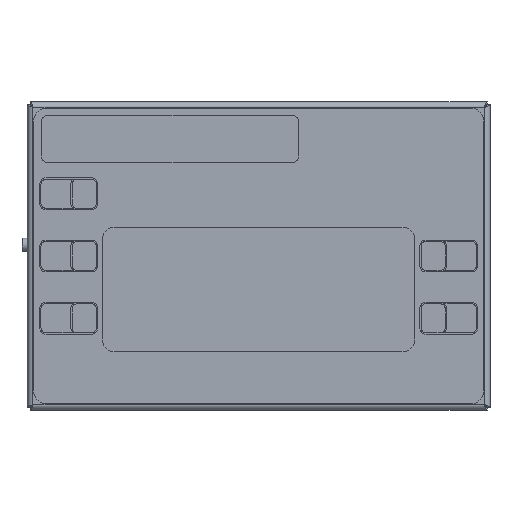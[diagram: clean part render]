
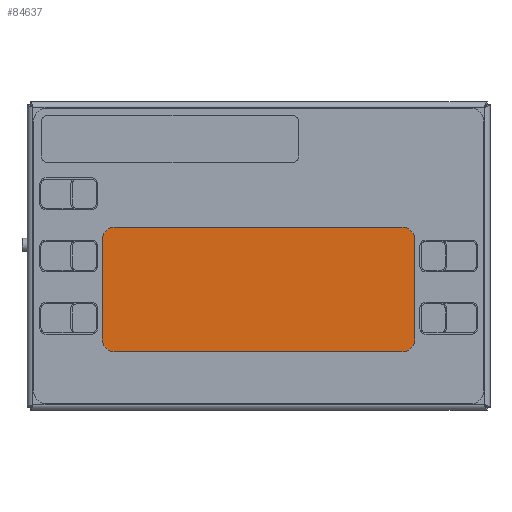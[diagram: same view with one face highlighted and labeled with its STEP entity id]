
A CAD part, top view. The second image highlights one B-rep face of the part: STEP entity #84637.
In plain terms, the highlighted planar face has unit normal (0, 0, 1).
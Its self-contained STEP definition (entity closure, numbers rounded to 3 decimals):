
#4513=FACE_OUTER_BOUND('',#9016,.T.);
#9016=EDGE_LOOP('',(#58320,#58321,#58322,#58323,#58324,#58325,#58326,#58327));
#13120=CIRCLE('',#89661,5.);
#13122=CIRCLE('',#89665,5.);
#13124=CIRCLE('',#89669,5.);
#13126=CIRCLE('',#89673,5.);
#16858=LINE('',#124905,#25638);
#16862=LINE('',#124917,#25642);
#16866=LINE('',#124929,#25646);
#16870=LINE('',#124939,#25650);
#25638=VECTOR('',#100172,10.);
#25642=VECTOR('',#100184,10.);
#25646=VECTOR('',#100196,10.);
#25650=VECTOR('',#100208,10.);
#33996=VERTEX_POINT('',#124896);
#33997=VERTEX_POINT('',#124898);
#33999=VERTEX_POINT('',#124904);
#34001=VERTEX_POINT('',#124910);
#34003=VERTEX_POINT('',#124916);
#34005=VERTEX_POINT('',#124922);
#34007=VERTEX_POINT('',#124928);
#34009=VERTEX_POINT('',#124934);
#43054=EDGE_CURVE('',#33997,#33996,#13120,.T.);
#43057=EDGE_CURVE('',#33999,#33997,#16858,.T.);
#43060=EDGE_CURVE('',#34001,#33999,#13122,.T.);
#43063=EDGE_CURVE('',#34003,#34001,#16862,.T.);
#43066=EDGE_CURVE('',#34005,#34003,#13124,.T.);
#43069=EDGE_CURVE('',#34007,#34005,#16866,.T.);
#43072=EDGE_CURVE('',#34009,#34007,#13126,.T.);
#43075=EDGE_CURVE('',#33996,#34009,#16870,.T.);
#58320=ORIENTED_EDGE('',*,*,#43075,.T.);
#58321=ORIENTED_EDGE('',*,*,#43072,.T.);
#58322=ORIENTED_EDGE('',*,*,#43069,.T.);
#58323=ORIENTED_EDGE('',*,*,#43066,.T.);
#58324=ORIENTED_EDGE('',*,*,#43063,.T.);
#58325=ORIENTED_EDGE('',*,*,#43060,.T.);
#58326=ORIENTED_EDGE('',*,*,#43057,.T.);
#58327=ORIENTED_EDGE('',*,*,#43054,.T.);
#77935=PLANE('',#89675);
#84637=ADVANCED_FACE('',(#4513),#77935,.T.);
#89661=AXIS2_PLACEMENT_3D('',#124899,#100166,#100167);
#89665=AXIS2_PLACEMENT_3D('',#124911,#100178,#100179);
#89669=AXIS2_PLACEMENT_3D('',#124923,#100190,#100191);
#89673=AXIS2_PLACEMENT_3D('',#124935,#100202,#100203);
#89675=AXIS2_PLACEMENT_3D('',#124940,#100209,#100210);
#100166=DIRECTION('center_axis',(0.,0.,
1.));
#100167=DIRECTION('ref_axis',(1.,0.,0.));
#100172=DIRECTION('',(0.,1.,0.));
#100178=DIRECTION('center_axis',(0.,0.,
1.));
#100179=DIRECTION('ref_axis',(0.,-1.,0.));
#100184=DIRECTION('',(1.,0.,0.));
#100190=DIRECTION('center_axis',(0.,0.,
1.));
#100191=DIRECTION('ref_axis',(-1.,0.,0.));
#100196=DIRECTION('',(0.,-1.,0.));
#100202=DIRECTION('center_axis',(0.,0.,
1.));
#100203=DIRECTION('ref_axis',(0.,1.,0.));
#100208=DIRECTION('',(-1.,0.,0.));
#100209=DIRECTION('center_axis',(0.,0.,
1.));
#100210=DIRECTION('ref_axis',(1.,0.,0.));
#124896=CARTESIAN_POINT('',(55.74,11.267,1.7));
#124898=CARTESIAN_POINT('',(60.74,6.267,1.7));
#124899=CARTESIAN_POINT('Origin',(55.74,6.267,1.7));
#124904=CARTESIAN_POINT('',(60.74,-32.275,1.7));
#124905=CARTESIAN_POINT('',(60.74,-32.275,1.7));
#124910=CARTESIAN_POINT('',(55.74,-37.275,1.7));
#124911=CARTESIAN_POINT('Origin',(55.74,-32.275,1.7));
#124916=CARTESIAN_POINT('',(-55.845,-37.275,1.7));
#124917=CARTESIAN_POINT('',(-55.845,-37.275,1.7));
#124922=CARTESIAN_POINT('',(-60.845,-32.275,1.7));
#124923=CARTESIAN_POINT('Origin',(-55.845,-32.275,1.7));
#124928=CARTESIAN_POINT('',(-60.845,6.267,1.7));
#124929=CARTESIAN_POINT('',(-60.845,6.267,1.7));
#124934=CARTESIAN_POINT('',(-55.845,11.267,1.7));
#124935=CARTESIAN_POINT('Origin',(-55.845,6.267,1.7));
#124939=CARTESIAN_POINT('',(55.74,11.267,1.7));
#124940=CARTESIAN_POINT('Origin',(-0.052,-13.004,
1.7));
